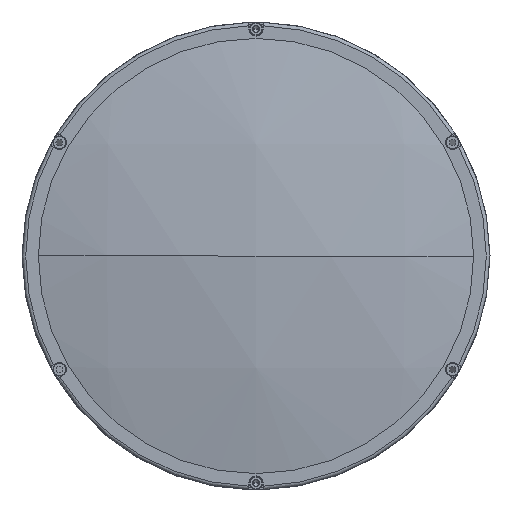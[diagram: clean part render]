
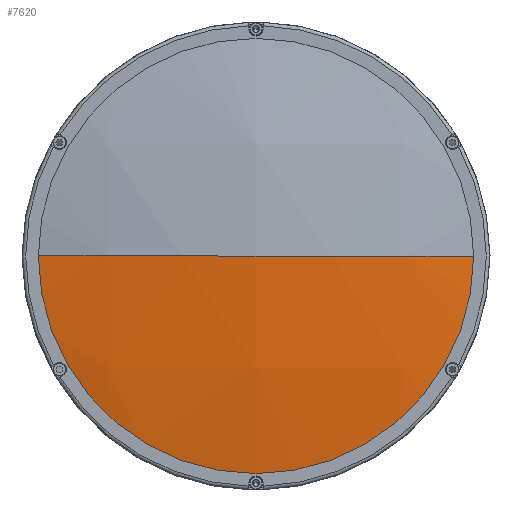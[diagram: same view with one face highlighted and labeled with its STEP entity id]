
A CAD part, left-side view. The second image highlights one B-rep face of the part: STEP entity #7620.
In plain terms, the highlighted spherical face has radius 434.72 mm.
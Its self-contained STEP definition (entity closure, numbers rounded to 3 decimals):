
#78 = EDGE_CURVE ( 'NONE', #2280, #5726, #6811, .T. ) ;
#485 = CARTESIAN_POINT ( 'NONE',  ( -422.1, 0., 0. ) ) ;
#691 = DIRECTION ( 'NONE',  ( -1., 0., 0. ) ) ;
#1113 = CARTESIAN_POINT ( 'NONE',  ( -411.593, 95., 0. ) ) ;
#1796 = CIRCLE ( 'NONE', #2552, 434.72 ) ;
#1984 = DIRECTION ( 'NONE',  ( 0., 1., 0. ) ) ;
#2036 = CIRCLE ( 'NONE', #4108, 95. ) ;
#2131 = FACE_OUTER_BOUND ( 'NONE', #5862, .T. ) ;
#2280 = VERTEX_POINT ( 'NONE', #1113 ) ;
#2544 = DIRECTION ( 'NONE',  ( 0., 0., -1. ) ) ;
#2552 = AXIS2_PLACEMENT_3D ( 'NONE', #3149, #2544, #1984 ) ;
#2776 = AXIS2_PLACEMENT_3D ( 'NONE', #5165, #6521, #7615 ) ;
#2966 = AXIS2_PLACEMENT_3D ( 'NONE', #7707, #5333, #6496 ) ;
#3149 = CARTESIAN_POINT ( 'NONE',  ( 12.62, 0., 0. ) ) ;
#3169 = ORIENTED_EDGE ( 'NONE', *, *, #78, .F. ) ;
#3538 = EDGE_CURVE ( 'NONE', #7516, #5726, #1796, .T. ) ;
#3599 = EDGE_CURVE ( 'NONE', #2280, #7516, #2036, .T. ) ;
#4108 = AXIS2_PLACEMENT_3D ( 'NONE', #6940, #691, #4448 ) ;
#4448 = DIRECTION ( 'NONE',  ( 0., 0., 1. ) ) ;
#4960 = CARTESIAN_POINT ( 'NONE',  ( -411.593, -95., 0. ) ) ;
#5165 = CARTESIAN_POINT ( 'NONE',  ( 12.62, 0., 0. ) ) ;
#5287 = SPHERICAL_SURFACE ( 'NONE', #2776, 434.72 ) ;
#5333 = DIRECTION ( 'NONE',  ( 0., 0., 1. ) ) ;
#5434 = ORIENTED_EDGE ( 'NONE', *, *, #3538, .T. ) ;
#5726 = VERTEX_POINT ( 'NONE', #485 ) ;
#5862 = EDGE_LOOP ( 'NONE', ( #5968, #5434, #3169 ) ) ;
#5968 = ORIENTED_EDGE ( 'NONE', *, *, #3599, .T. ) ;
#6496 = DIRECTION ( 'NONE',  ( 0., -1., 0. ) ) ;
#6521 = DIRECTION ( 'NONE',  ( 0., 0., -1. ) ) ;
#6811 = CIRCLE ( 'NONE', #2966, 434.72 ) ;
#6940 = CARTESIAN_POINT ( 'NONE',  ( -411.593, 0., 0. ) ) ;
#7516 = VERTEX_POINT ( 'NONE', #4960 ) ;
#7615 = DIRECTION ( 'NONE',  ( 0., 1., 0. ) ) ;
#7620 = ADVANCED_FACE ( 'NONE', ( #2131 ), #5287, .T. ) ;
#7707 = CARTESIAN_POINT ( 'NONE',  ( 12.62, 0., 0. ) ) ;
